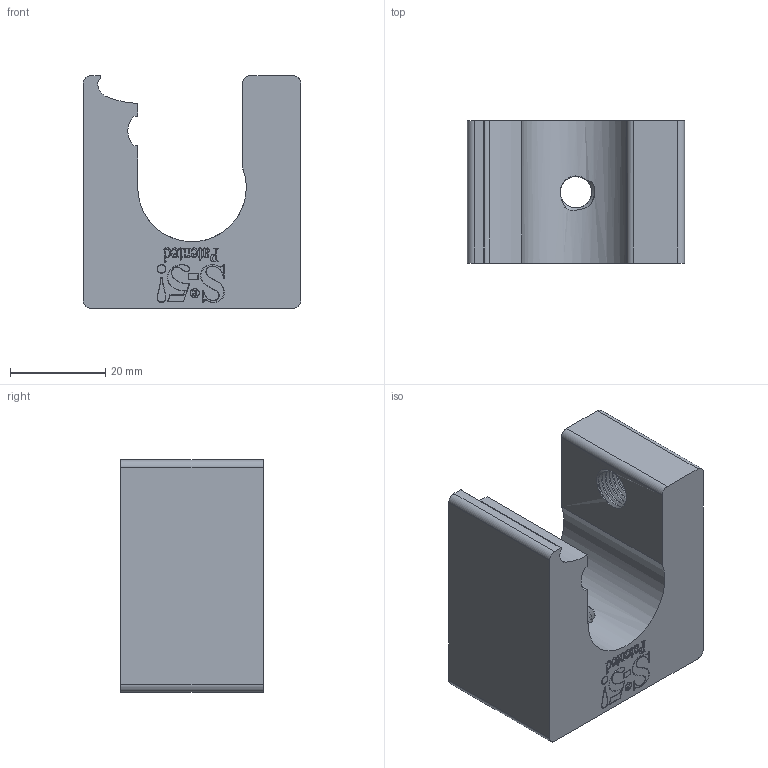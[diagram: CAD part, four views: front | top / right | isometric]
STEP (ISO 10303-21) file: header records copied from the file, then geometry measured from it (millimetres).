
FILE_DESCRIPTION (( 'STEP AP203' ), '1' );
FILE_NAME ('S-5-Z Mini.STEP', '2016-12-16T18:05:33', ( '' ), ( '' ), 'SwSTEP 2.0', 'SolidWorks 2017', '' );
FILE_SCHEMA (( 'CONFIG_CONTROL_DESIGN' ));
Length unit declared in the file: inch
Products named in the file (1): S-5-Z Mini
Bounding box: 45.72 x 30 x 48.9 mm (x, y, z)
Volume: 42667.9 mm3; surface area: 10988.4 mm2
Topology: 1 solids, 1 shells, 459 faces, 1265 edges, 846 vertices
Faces by surface type: plane 253, bspline 182, cylinder 19, cone 5
Entity records: 23013 total; most frequent: CARTESIAN_POINT 12523, ORIENTED_EDGE 2530, DIRECTION 1452, EDGE_CURVE 1265, VERTEX_POINT 846, LINE 834, VECTOR 834, EDGE_LOOP 501
